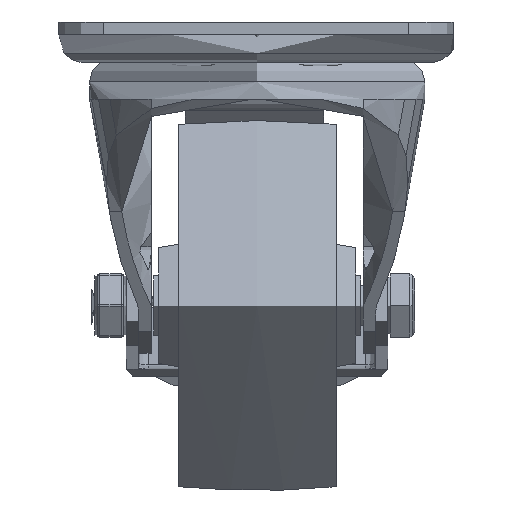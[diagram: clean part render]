
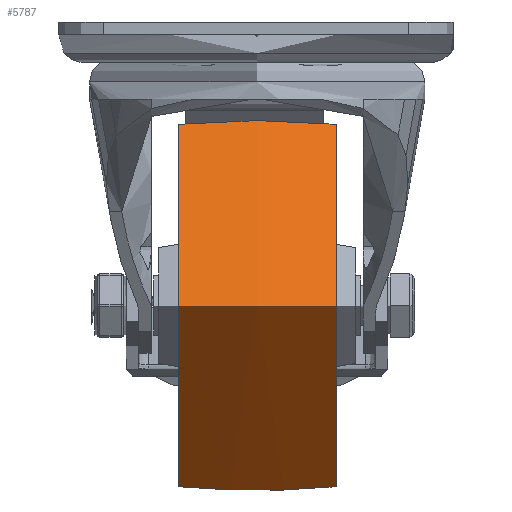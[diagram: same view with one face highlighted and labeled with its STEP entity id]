
A CAD part, left-side view. The second image highlights one B-rep face of the part: STEP entity #5787.
In plain terms, the highlighted free-form (B-spline) face has degree [2, 2] with [3, 9] control points.
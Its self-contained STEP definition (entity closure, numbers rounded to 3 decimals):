
#138=(
BOUNDED_SURFACE()
B_SPLINE_SURFACE(2,2,((#15633,#15634,#15635,#15636,#15637,#15638,#15639,
#15640,#15641),(#15642,#15643,#15644,#15645,#15646,#15647,#15648,#15649,
#15650),(#15651,#15652,#15653,#15654,#15655,#15656,#15657,#15658,#15659)),
 .UNSPECIFIED.,.F.,.T.,.F.)
B_SPLINE_SURFACE_WITH_KNOTS((3,3),(3,2,2,2,3),(-0.094,0.094),
(-3.142,-1.571,0.,1.571,3.142),
 .UNSPECIFIED.)
GEOMETRIC_REPRESENTATION_ITEM()
RATIONAL_B_SPLINE_SURFACE(((1.,0.707,1.,0.707,1.,
0.707,1.,0.707,1.),(0.996,0.704,
0.996,0.704,0.996,0.704,
0.996,0.704,0.996),(1.,0.707,
1.,0.707,1.,0.707,1.,0.707,1.)))
REPRESENTATION_ITEM('')
SURFACE()
);
#1648=FACE_OUTER_BOUND('',#2022,.T.);
#2022=EDGE_LOOP('',(#5382,#5383,#5384,#5385));
#2309=CIRCLE('',#6483,36.75);
#2310=CIRCLE('',#6484,171.042);
#2311=CIRCLE('',#6485,36.75);
#2853=VERTEX_POINT('',#15660);
#2854=VERTEX_POINT('',#15662);
#3698=EDGE_CURVE('',#2853,#2853,#2309,.T.);
#3699=EDGE_CURVE('',#2853,#2854,#2310,.T.);
#3700=EDGE_CURVE('',#2854,#2854,#2311,.T.);
#5382=ORIENTED_EDGE('',*,*,#3698,.F.);
#5383=ORIENTED_EDGE('',*,*,#3699,.T.);
#5384=ORIENTED_EDGE('',*,*,#3700,.T.);
#5385=ORIENTED_EDGE('',*,*,#3699,.F.);
#5787=ADVANCED_FACE('',(#1648),#138,.F.);
#6483=AXIS2_PLACEMENT_3D('',#15661,#7979,#7980);
#6484=AXIS2_PLACEMENT_3D('',#15663,#7981,#7982);
#6485=AXIS2_PLACEMENT_3D('',#15664,#7983,#7984);
#7979=DIRECTION('center_axis',(0.,1.,0.));
#7980=DIRECTION('ref_axis',(0.,0.,1.));
#7981=DIRECTION('center_axis',(-1.,0.,0.));
#7982=DIRECTION('ref_axis',(0.,0.,-1.));
#7983=DIRECTION('center_axis',(0.,1.,0.));
#7984=DIRECTION('ref_axis',(0.,0.,1.));
#15633=CARTESIAN_POINT('Ctrl Pts',(0.,-16.,-36.75));
#15634=CARTESIAN_POINT('Ctrl Pts',(-36.75,-16.,-36.75));
#15635=CARTESIAN_POINT('Ctrl Pts',(-36.75,-16.,0.));
#15636=CARTESIAN_POINT('Ctrl Pts',(-36.75,-16.,36.75));
#15637=CARTESIAN_POINT('Ctrl Pts',(0.,-16.,36.75));
#15638=CARTESIAN_POINT('Ctrl Pts',(36.75,-16.,36.75));
#15639=CARTESIAN_POINT('Ctrl Pts',(36.75,-16.,0.));
#15640=CARTESIAN_POINT('Ctrl Pts',(36.75,-16.,-36.75));
#15641=CARTESIAN_POINT('Ctrl Pts',(0.,-16.,-36.75));
#15642=CARTESIAN_POINT('Ctrl Pts',(0.,0.,-38.253));
#15643=CARTESIAN_POINT('Ctrl Pts',(-38.253,0.,-38.253));
#15644=CARTESIAN_POINT('Ctrl Pts',(-38.253,0.,0.));
#15645=CARTESIAN_POINT('Ctrl Pts',(-38.253,0.,38.253));
#15646=CARTESIAN_POINT('Ctrl Pts',(0.,0.,38.253));
#15647=CARTESIAN_POINT('Ctrl Pts',(38.253,0.,38.253));
#15648=CARTESIAN_POINT('Ctrl Pts',(38.253,0.,0.));
#15649=CARTESIAN_POINT('Ctrl Pts',(38.253,0.,-38.253));
#15650=CARTESIAN_POINT('Ctrl Pts',(0.,0.,-38.253));
#15651=CARTESIAN_POINT('Ctrl Pts',(0.,16.,-36.75));
#15652=CARTESIAN_POINT('Ctrl Pts',(-36.75,16.,-36.75));
#15653=CARTESIAN_POINT('Ctrl Pts',(-36.75,16.,0.));
#15654=CARTESIAN_POINT('Ctrl Pts',(-36.75,16.,36.75));
#15655=CARTESIAN_POINT('Ctrl Pts',(0.,16.,36.75));
#15656=CARTESIAN_POINT('Ctrl Pts',(36.75,16.,36.75));
#15657=CARTESIAN_POINT('Ctrl Pts',(36.75,16.,0.));
#15658=CARTESIAN_POINT('Ctrl Pts',(36.75,16.,-36.75));
#15659=CARTESIAN_POINT('Ctrl Pts',(0.,16.,-36.75));
#15660=CARTESIAN_POINT('',(0.,16.,-36.75));
#15661=CARTESIAN_POINT('Origin',(0.,16.,0.));
#15662=CARTESIAN_POINT('',(0.,-16.,-36.75));
#15663=CARTESIAN_POINT('Origin',(0.,0.,
133.542));
#15664=CARTESIAN_POINT('Origin',(0.,-16.,0.));
